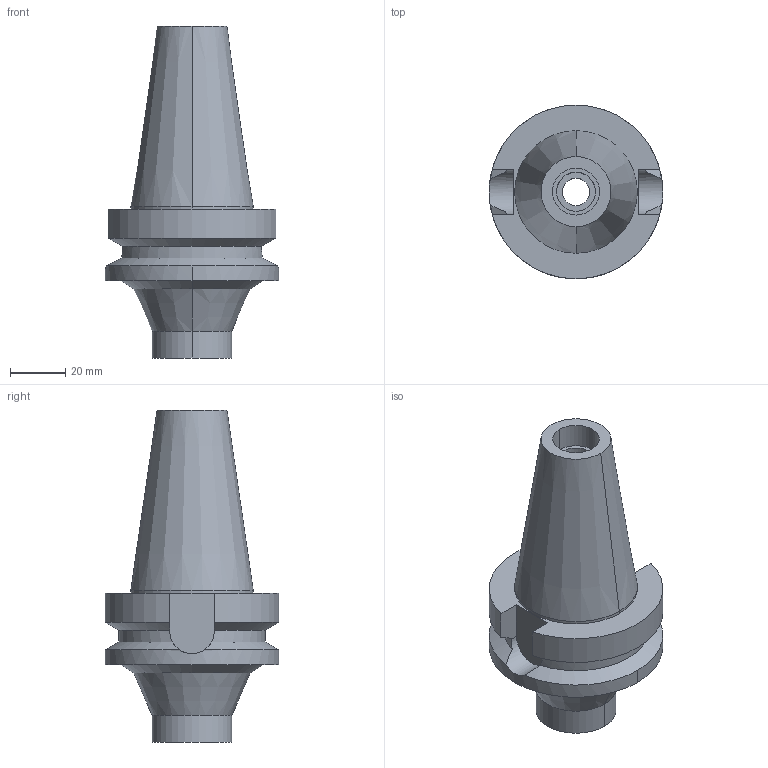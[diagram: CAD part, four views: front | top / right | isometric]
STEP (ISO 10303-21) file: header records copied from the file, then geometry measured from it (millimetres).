
FILE_DESCRIPTION((''),'2;1');
FILE_NAME('BBT40-M16-29-55','2020-04-08T',('ykawabe'),(''),'CREO PARAMETRIC BY PTC INC, 2016380','CREO PARAMETRIC BY PTC INC, 2016380','');
FILE_SCHEMA(('AUTOMOTIVE_DESIGN { 1 0 10303 214 1 1 1 1 }'));
Length unit declared in the file: millimetre
Products named in the file (1): BBT40-M16-29-55
Bounding box: 63 x 63 x 120.4 mm (x, y, z)
Volume: 143562.2 mm3; surface area: 26145.9 mm2
Topology: 1 solids, 1 shells, 52 faces, 130 edges, 86 vertices
Faces by surface type: cylinder 26, plane 14, cone 12
Entity records: 2292 total; most frequent: CARTESIAN_POINT 350, DIRECTION 296, ORIENTED_EDGE 260, PRESENTATION_STYLE_ASSIGNMENT 135, STYLED_ITEM 135, CURVE_STYLE 134, EDGE_CURVE 130, AXIS2_PLACEMENT_3D 123
